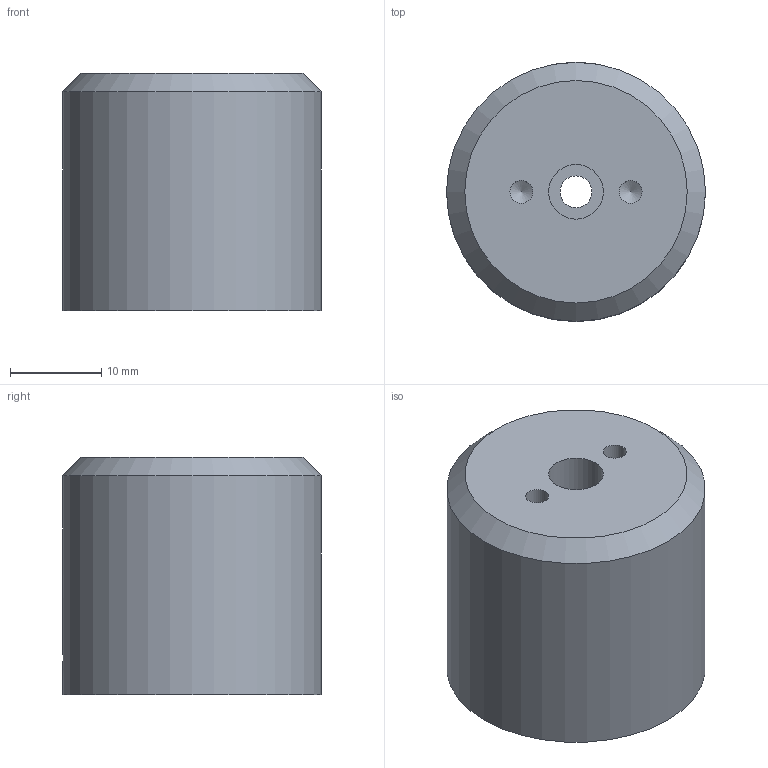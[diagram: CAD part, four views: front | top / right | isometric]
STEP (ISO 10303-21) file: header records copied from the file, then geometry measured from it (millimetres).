
FILE_DESCRIPTION( ( '' ), ' ' );
FILE_NAME( '5aa29a9041d49b0fc85e7b1f.step', '2018-03-09T14:30:42', ( '' ), ( '' ), ' ', ' ', ' ' );
FILE_SCHEMA( ( 'AUTOMOTIVE_DESIGN { 1 0 10303 214 1 1 1 1 }' ) );
Length unit declared in the file: metre
Products named in the file (1): Vane Rotor
Bounding box: 28.4 x 28.4 x 26 mm (x, y, z)
Volume: 9157.3 mm3; surface area: 4942.4 mm2
Topology: 1 solids, 1 shells, 16 faces, 30 edges, 19 vertices
Faces by surface type: cylinder 8, plane 5, cone 3
Full cylindrical faces by diameter (mm): 2.5 x3, 3.5 x1, 6 x1, 19.4 x1, 22.4 x1, 28.4 x1
Entity records: 562 total; most frequent: CARTESIAN_POINT 127, DIRECTION 64, EDGE_LOOP 34, ORIENTED_EDGE 34, AXIS2_PLACEMENT_3D 32, FACE_OUTER_BOUND 24, VERTEX_POINT 19, EDGE_CURVE 17
